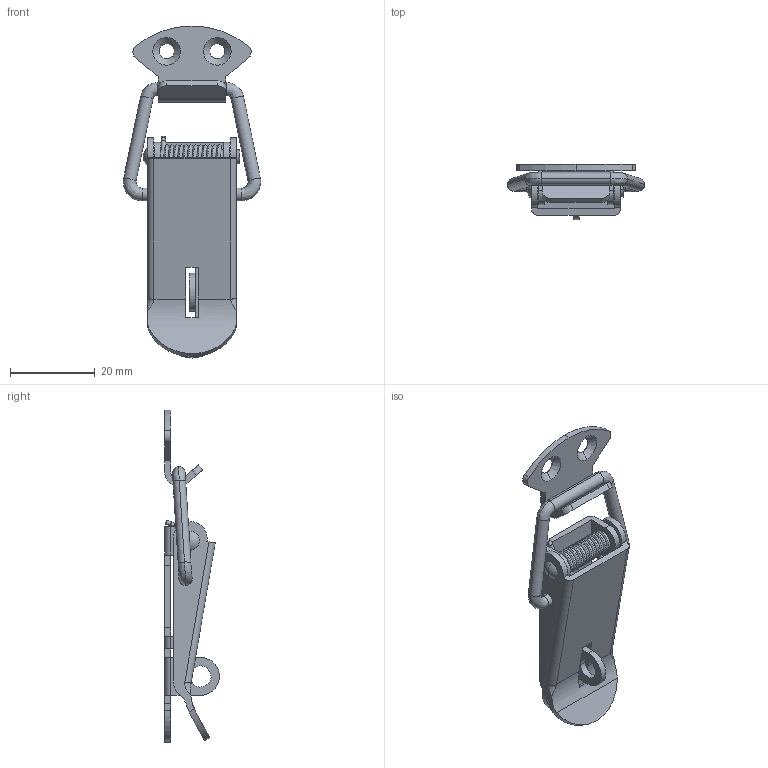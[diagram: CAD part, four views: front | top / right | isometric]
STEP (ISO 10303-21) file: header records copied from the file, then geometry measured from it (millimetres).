
FILE_DESCRIPTION( (''), '2;1');
FILE_NAME ('PC50.20448.TL_3K_1_1783.stp','2021-10-21T12:56:02',(''),(''),'spGate 17.5.2','','');
FILE_SCHEMA (('AUTOMOTIVE_DESIGN'));
Length unit declared in the file: millimetre
Products named in the file (7): Assembly; spring; lever; base; shaft; arm; keeper
Assembly tree (6 placements, depth 2):
  Assembly
    spring
    lever
    base
    shaft
    arm
    keeper
Bounding box: 32.49 x 13.01 x 78.5 mm (x, y, z)
Volume: 4687.1 mm3; surface area: 7729.9 mm2
Topology: 6 solids, 6 shells, 173 faces, 482 edges, 317 vertices
Faces by surface type: plane 67, cylinder 60, bspline 44, sphere 2
Entity records: 40588 total; most frequent: CARTESIAN_POINT 32561, ORIENTED_EDGE 958, DIRECTION 793, COLOUR_RGB 658, PRESENTATION_STYLE_ASSIGNMENT 658, STYLED_ITEM 658, EDGE_CURVE 479, DRAUGHTING_PRE_DEFINED_CURVE_FONT 479
